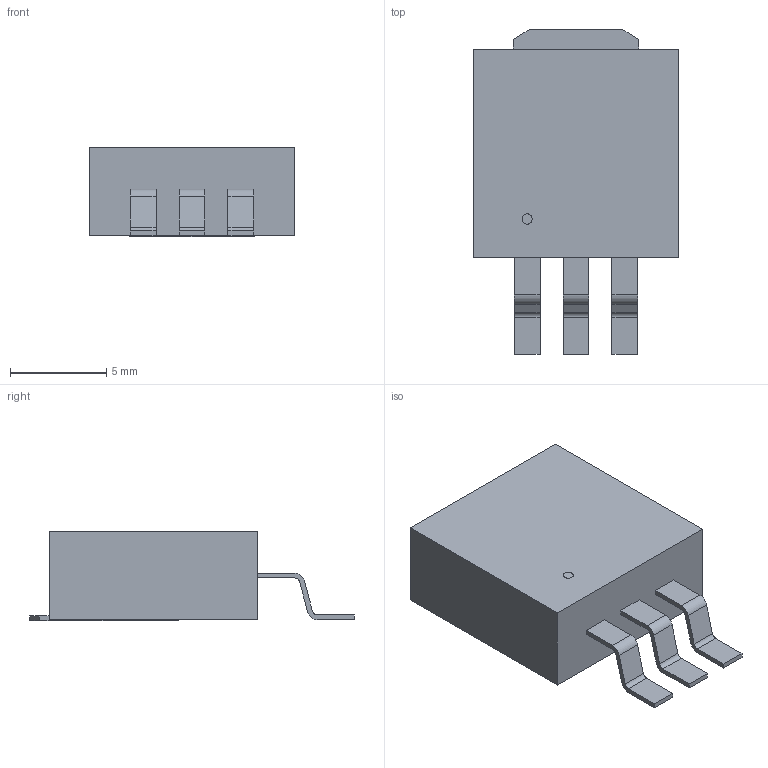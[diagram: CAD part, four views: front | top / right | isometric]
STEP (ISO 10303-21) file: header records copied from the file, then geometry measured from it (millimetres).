
FILE_DESCRIPTION(('STEP AP214'),'1');
FILE_NAME('TO-263-3_MCH','2022-12-15T19:54:49',(''),(''),'','','');
FILE_SCHEMA(('AUTOMOTIVE_DESIGN'));
Length unit declared in the file: millimetre
Products named in the file (1): product
Bounding box: 10.67 x 16.89 x 4.65 mm (x, y, z)
Volume: 542 mm3; surface area: 585.1 mm2
Topology: 6 solids, 6 shells, 67 faces, 165 edges, 110 vertices
Faces by surface type: plane 54, cylinder 13
Full cylindrical faces by diameter (mm): 0.533 x1
Entity records: 1922 total; most frequent: DIRECTION 328, ORIENTED_EDGE 328, CARTESIAN_POINT 193, EDGE_CURVE 164, LINE 138, VECTOR 138, VERTEX_POINT 110, AXIS2_PLACEMENT_3D 95
